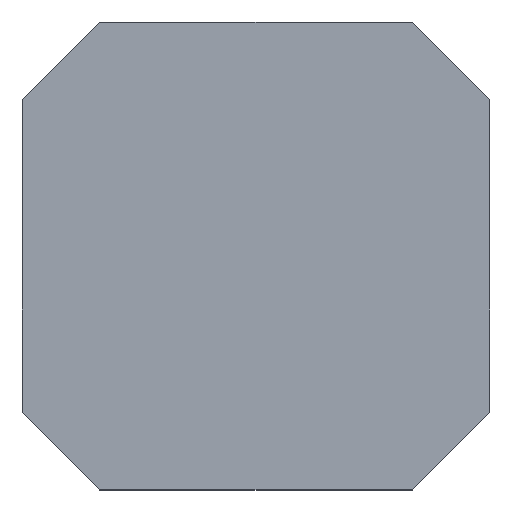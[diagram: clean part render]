
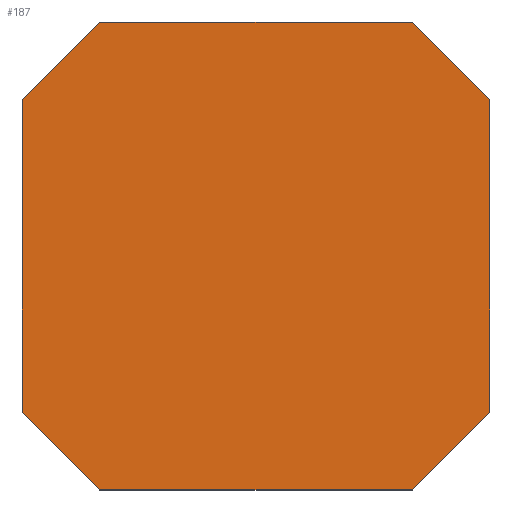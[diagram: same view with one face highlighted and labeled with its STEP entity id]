
A CAD part, top view. The second image highlights one B-rep face of the part: STEP entity #187.
In plain terms, the highlighted planar face has unit normal (0, 0, 1).
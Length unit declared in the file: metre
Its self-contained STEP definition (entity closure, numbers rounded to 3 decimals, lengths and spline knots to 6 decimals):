
#28=ORIENTED_EDGE('',*,*,#76,.T.);
#29=ORIENTED_EDGE('',*,*,#77,.T.);
#30=ORIENTED_EDGE('',*,*,#78,.T.);
#31=ORIENTED_EDGE('',*,*,#79,.T.);
#32=ORIENTED_EDGE('',*,*,#80,.T.);
#33=ORIENTED_EDGE('',*,*,#81,.T.);
#34=ORIENTED_EDGE('',*,*,#82,.T.);
#35=ORIENTED_EDGE('',*,*,#83,.T.);
#76=EDGE_CURVE('',#100,#101,#116,.T.);
#77=EDGE_CURVE('',#101,#102,#117,.T.);
#78=EDGE_CURVE('',#102,#103,#118,.T.);
#79=EDGE_CURVE('',#103,#104,#119,.T.);
#80=EDGE_CURVE('',#104,#105,#120,.T.);
#81=EDGE_CURVE('',#105,#106,#121,.T.);
#82=EDGE_CURVE('',#106,#107,#122,.T.);
#83=EDGE_CURVE('',#107,#100,#123,.T.);
#100=VERTEX_POINT('',#285);
#101=VERTEX_POINT('',#286);
#102=VERTEX_POINT('',#288);
#103=VERTEX_POINT('',#290);
#104=VERTEX_POINT('',#292);
#105=VERTEX_POINT('',#294);
#106=VERTEX_POINT('',#296);
#107=VERTEX_POINT('',#298);
#116=LINE('',#284,#140);
#117=LINE('',#287,#141);
#118=LINE('',#289,#142);
#119=LINE('',#291,#143);
#120=LINE('',#293,#144);
#121=LINE('',#295,#145);
#122=LINE('',#297,#146);
#123=LINE('',#299,#147);
#140=VECTOR('',#233,1.);
#141=VECTOR('',#234,1.);
#142=VECTOR('',#235,1.);
#143=VECTOR('',#236,1.);
#144=VECTOR('',#237,1.);
#145=VECTOR('',#238,1.);
#146=VECTOR('',#239,1.);
#147=VECTOR('',#240,1.);
#157=EDGE_LOOP('',(#28,#29,#30,#31,#32,#33,#34,#35));
#167=FACE_BOUND('',#157,.T.);
#177=PLANE('',#210);
#187=ADVANCED_FACE('',(#167),#177,.T.);
#210=AXIS2_PLACEMENT_3D('',#283,#231,#232);
#231=DIRECTION('',(0.,0.,1.));
#232=DIRECTION('',(1.,0.,0.));
#233=DIRECTION('',(0.,-1.,0.));
#234=DIRECTION('',(0.707,-0.707,0.));
#235=DIRECTION('',(1.,0.,0.));
#236=DIRECTION('',(0.707,0.707,0.));
#237=DIRECTION('',(0.,1.,0.));
#238=DIRECTION('',(-0.707,0.707,0.));
#239=DIRECTION('',(-1.,0.,0.));
#240=DIRECTION('',(-0.707,-0.707,0.));
#283=CARTESIAN_POINT('',(0.,0.,0.016));
#284=CARTESIAN_POINT('',(-0.02115,0.01415,0.016));
#285=CARTESIAN_POINT('',(-0.02115,0.01415,0.016));
#286=CARTESIAN_POINT('',(-0.02115,-0.01415,0.016));
#287=CARTESIAN_POINT('',(-0.02115,-0.01415,0.016));
#288=CARTESIAN_POINT('',(-0.01415,-0.02115,0.016));
#289=CARTESIAN_POINT('',(-0.01415,-0.02115,0.016));
#290=CARTESIAN_POINT('',(0.01415,-0.02115,0.016));
#291=CARTESIAN_POINT('',(0.02115,-0.01415,0.016));
#292=CARTESIAN_POINT('',(0.02115,-0.01415,0.016));
#293=CARTESIAN_POINT('',(0.02115,0.01415,0.016));
#294=CARTESIAN_POINT('',(0.02115,0.01415,0.016));
#295=CARTESIAN_POINT('',(0.01415,0.02115,0.016));
#296=CARTESIAN_POINT('',(0.01415,0.02115,0.016));
#297=CARTESIAN_POINT('',(-0.01415,0.02115,0.016));
#298=CARTESIAN_POINT('',(-0.01415,0.02115,0.016));
#299=CARTESIAN_POINT('',(-0.01415,0.02115,0.016));
